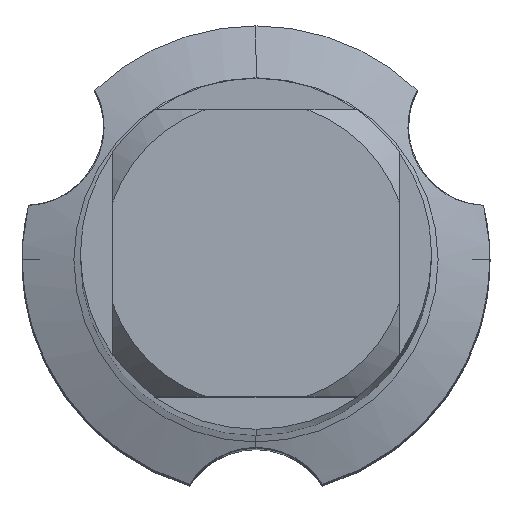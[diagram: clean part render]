
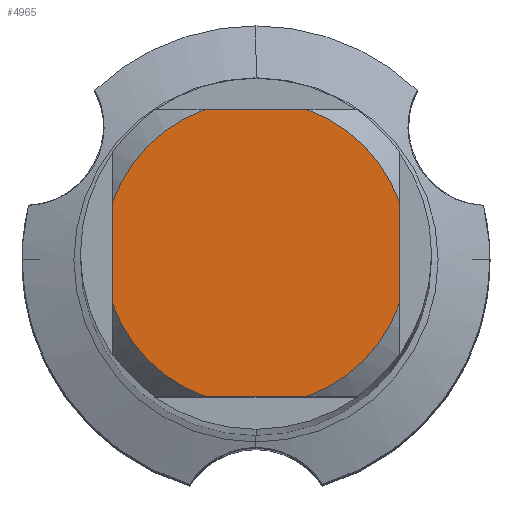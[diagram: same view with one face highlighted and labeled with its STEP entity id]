
A CAD part, top view. The second image highlights one B-rep face of the part: STEP entity #4965.
In plain terms, the highlighted planar face has unit normal (0, 0, 1).
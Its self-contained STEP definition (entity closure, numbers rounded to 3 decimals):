
#3563=EDGE_CURVE('',#4055,#3819,#8956,.T.);
#3819=VERTEX_POINT('',#9235);
#3831=EDGE_CURVE('',#6609,#4681,#9247,.T.);
#4055=VERTEX_POINT('',#9491);
#4579=EDGE_CURVE('',#4055,#4681,#10068,.T.);
#4681=VERTEX_POINT('',#10181);
#4905=VERTEX_POINT('',#10417);
#4965=ADVANCED_FACE('',(#10483),#10484,.T.);
#5133=EDGE_CURVE('',#6949,#6543,#10668,.T.);
#5217=EDGE_CURVE('',#6949,#4905,#10757,.T.);
#6033=EDGE_CURVE('',#7929,#3819,#11649,.T.);
#6543=VERTEX_POINT('',#12204);
#6599=EDGE_CURVE('',#7929,#4905,#12266,.T.);
#6609=VERTEX_POINT('',#12277);
#6657=EDGE_CURVE('',#6609,#6543,#12331,.T.);
#6949=VERTEX_POINT('',#12644);
#7929=VERTEX_POINT('',#13715);
#8956=CIRCLE('',#15302,2.6);
#9235=CARTESIAN_POINT('',(2.45,0.87,0.0));
#9247=CIRCLE('',#15821,2.6);
#9491=CARTESIAN_POINT('',(0.87,2.45,0.0));
#10068=LINE('',#17313,#17314);
#10181=CARTESIAN_POINT('',(-0.87,2.45,0.0));
#10417=CARTESIAN_POINT('',(0.87,-2.45,0.0));
#10483=FACE_OUTER_BOUND('',#18027,.T.);
#10484=PLANE('',#18028);
#10668=CIRCLE('',#18328,2.6);
#10757=LINE('',#18484,#18485);
#11649=LINE('',#20125,#20126);
#12204=CARTESIAN_POINT('',(-2.45,-0.87,0.0));
#12266=CIRCLE('',#21111,2.6);
#12277=CARTESIAN_POINT('',(-2.45,0.87,0.0));
#12331=LINE('',#21206,#21207);
#12644=CARTESIAN_POINT('',(-0.87,-2.45,0.0));
#13715=CARTESIAN_POINT('',(2.45,-0.87,0.0));
#15302=AXIS2_PLACEMENT_3D('',#24812,#24813,#24814);
#15821=AXIS2_PLACEMENT_3D('',#25101,#25102,#25103);
#17313=CARTESIAN_POINT('',(0.0,2.45,0.0));
#17314=VECTOR('',#26183,1.0);
#18027=EDGE_LOOP('',(#26572,#26573,#26574,#26575,#26576,#26577,#26578,#26579));
#18028=AXIS2_PLACEMENT_3D('',#26580,#26581,#26582);
#18328=AXIS2_PLACEMENT_3D('',#26776,#26777,#26778);
#18484=CARTESIAN_POINT('',(0.0,-2.45,0.0));
#18485=VECTOR('',#26857,1.0);
#20125=CARTESIAN_POINT('',(2.45,0.65,0.0));
#20126=VECTOR('',#27976,1.0);
#21111=AXIS2_PLACEMENT_3D('',#28611,#28612,#28613);
#21206=CARTESIAN_POINT('',(-2.45,0.65,0.0));
#21207=VECTOR('',#28698,1.0);
#24812=CARTESIAN_POINT('',(0.0,0.0,0.0));
#24813=DIRECTION('',(0.0,0.0,-1.0));
#24814=DIRECTION('',(0.0,1.0,0.0));
#25101=CARTESIAN_POINT('',(0.0,0.0,0.0));
#25102=DIRECTION('',(0.0,0.0,-1.0));
#25103=DIRECTION('',(0.0,1.0,0.0));
#26183=DIRECTION('',(-1.0,0.0,0.0));
#26572=ORIENTED_EDGE('',*,*,#6657,.T.);
#26573=ORIENTED_EDGE('',*,*,#5133,.F.);
#26574=ORIENTED_EDGE('',*,*,#5217,.T.);
#26575=ORIENTED_EDGE('',*,*,#6599,.F.);
#26576=ORIENTED_EDGE('',*,*,#6033,.T.);
#26577=ORIENTED_EDGE('',*,*,#3563,.F.);
#26578=ORIENTED_EDGE('',*,*,#4579,.T.);
#26579=ORIENTED_EDGE('',*,*,#3831,.F.);
#26580=CARTESIAN_POINT('',(0.0,1.3,0.0));
#26581=DIRECTION('',(-0.0,0.0,1.0));
#26582=DIRECTION('',(0.0,-1.0,0.0));
#26776=CARTESIAN_POINT('',(0.0,0.0,0.0));
#26777=DIRECTION('',(0.0,0.0,-1.0));
#26778=DIRECTION('',(0.0,1.0,0.0));
#26857=DIRECTION('',(1.0,0.0,0.0));
#27976=DIRECTION('',(-0.0,1.0,0.0));
#28611=CARTESIAN_POINT('',(0.0,0.0,0.0));
#28612=DIRECTION('',(0.0,0.0,-1.0));
#28613=DIRECTION('',(0.0,1.0,0.0));
#28698=DIRECTION('',(-0.0,-1.0,0.0));
